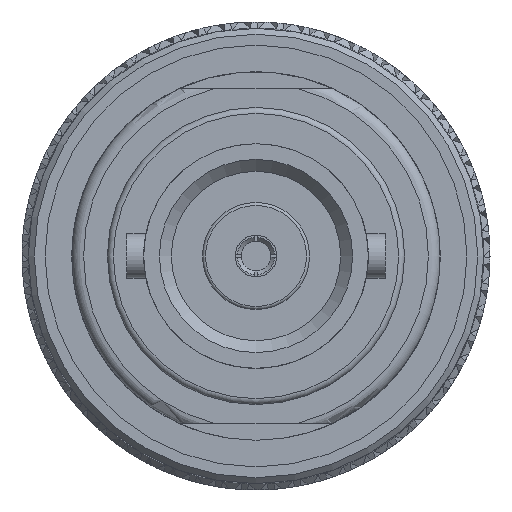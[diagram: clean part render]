
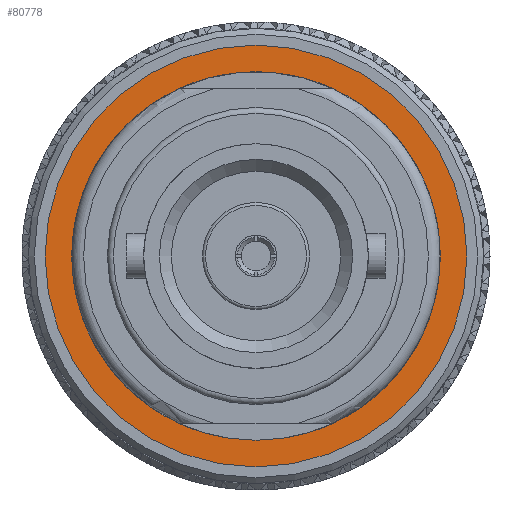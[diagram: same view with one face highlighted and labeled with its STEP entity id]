
A CAD part, left-side view. The second image highlights one B-rep face of the part: STEP entity #80778.
In plain terms, the highlighted planar face has unit normal (-1, 0, 0).
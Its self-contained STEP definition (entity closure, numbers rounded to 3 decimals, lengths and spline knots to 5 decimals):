
#4740 = EDGE_CURVE ( 'NONE', #5072, #5072, #44465, .T. ) ;
#5072 = VERTEX_POINT ( 'NONE', #28669 ) ;
#7586 = ORIENTED_EDGE ( 'NONE', *, *, #4740, .T. ) ;
#7772 = FACE_OUTER_BOUND ( 'NONE', #8068, .T. ) ;
#8068 = EDGE_LOOP ( 'NONE', ( #60308 ) ) ;
#8330 = VERTEX_POINT ( 'NONE', #78191 ) ;
#11641 = CIRCLE ( 'NONE', #58506, 0.35482 ) ;
#15062 = DIRECTION ( 'NONE',  ( 1., 0., 0. ) ) ;
#15954 = AXIS2_PLACEMENT_3D ( 'NONE', #55535, #90866, #77068 ) ;
#22643 = EDGE_LOOP ( 'NONE', ( #7586 ) ) ;
#26564 = PLANE ( 'NONE',  #15954 ) ;
#28669 = CARTESIAN_POINT ( 'NONE',  ( 0.96235, 0., -0.31 ) ) ;
#28679 = DIRECTION ( 'NONE',  ( 1., 0., 0. ) ) ;
#42509 = CARTESIAN_POINT ( 'NONE',  ( 0.96235, 0., 0. ) ) ;
#44465 = CIRCLE ( 'NONE', #81581, 0.31 ) ;
#50017 = EDGE_CURVE ( 'NONE', #8330, #8330, #11641, .T. ) ;
#55535 = CARTESIAN_POINT ( 'NONE',  ( 0.96235, 0.31, 0. ) ) ;
#58506 = AXIS2_PLACEMENT_3D ( 'NONE', #42509, #28679, #71582 ) ;
#59581 = CARTESIAN_POINT ( 'NONE',  ( 0.96235, 0., 0. ) ) ;
#60308 = ORIENTED_EDGE ( 'NONE', *, *, #50017, .F. ) ;
#65639 = DIRECTION ( 'NONE',  ( 0., 0., -1. ) ) ;
#71582 = DIRECTION ( 'NONE',  ( 0., 0., -1. ) ) ;
#77068 = DIRECTION ( 'NONE',  ( 0., 0., 1. ) ) ;
#78191 = CARTESIAN_POINT ( 'NONE',  ( 0.96235, 0., -0.35482 ) ) ;
#80778 = ADVANCED_FACE ( 'NONE', ( #81111, #7772 ), #26564, .T. ) ;
#81111 = FACE_BOUND ( 'NONE', #22643, .T. ) ;
#81581 = AXIS2_PLACEMENT_3D ( 'NONE', #59581, #15062, #65639 ) ;
#90866 = DIRECTION ( 'NONE',  ( -1., 0., 0. ) ) ;
